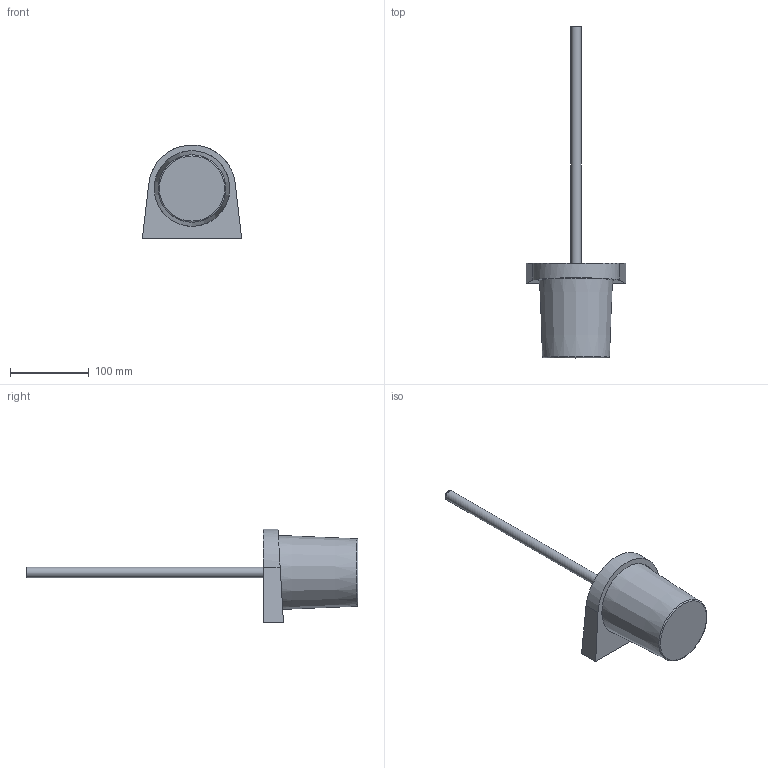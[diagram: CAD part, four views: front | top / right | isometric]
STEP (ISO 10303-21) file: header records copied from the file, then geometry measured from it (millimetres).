
FILE_DESCRIPTION (( 'STEP AP203' ), '1' );
FILE_NAME ('83900970-00.STEP', '2019-07-15T12:10:01', ( '' ), ( '' ), 'SwSTEP 2.0', 'SolidWorks 2017', '' );
FILE_SCHEMA (( 'CONFIG_CONTROL_DESIGN' ));
Length unit declared in the file: millimetre
Products named in the file (6): Topf-+-08.90.04.008.82_ _PDB_08900400882; 83900970-00; Planungsmodell_Halter-+-08.17.84.506.90-01_-_K1; Planungsmodell_Rohr-+-10.060.780-02_ _K37_D13x0,98_D8,85x12; Planungsmodell_Rohr_gerade-+-28.568.780-10_ _K229_13x300; Planungsmodell_Buerste-+-83.905.930-01_ _K1
Assembly tree (5 placements, depth 2):
  83900970-00
    Planungsmodell_Halter-+-08.17.84.506.90-01_-_K1
    Planungsmodell_Rohr-+-10.060.780-02_ _K37_D13x0,98_D8,85x12
    Planungsmodell_Rohr_gerade-+-28.568.780-10_ _K229_13x300
    Planungsmodell_Buerste-+-83.905.930-01_ _K1
    Topf-+-08.90.04.008.82_ _PDB_08900400882
Bounding box: 126 x 421.28 x 119.16 mm (x, y, z)
Volume: 830063.9 mm3; surface area: 138514.9 mm2
Topology: 5 solids, 5 shells, 36 faces, 58 edges, 38 vertices
Faces by surface type: plane 16, cylinder 6, torus 6, cone 5, sphere 3
Full cylindrical faces by diameter (mm): 8.85 x1, 13 x2, 96 x1, 103 x1
Entity records: 1365 total; most frequent: DIRECTION 152, CARTESIAN_POINT 127, ORIENTED_EDGE 78, AXIS2_PLACEMENT_3D 71, EDGE_LOOP 60, PERSON_AND_ORGANIZATION 53, FACE_OUTER_BOUND 48, CALENDAR_DATE 40
